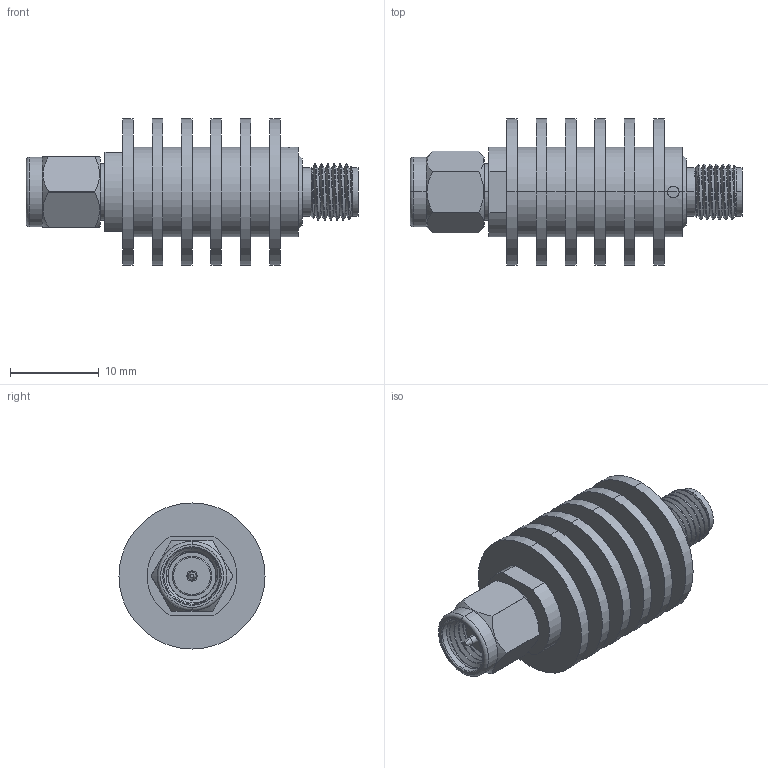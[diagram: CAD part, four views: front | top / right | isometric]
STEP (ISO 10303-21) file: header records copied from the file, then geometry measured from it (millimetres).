
FILE_DESCRIPTION (( 'STEP AP214' ), '1' );
FILE_NAME ('FMAT7623-40_3D.step', '2025-01-20T17:54:03', ( '' ), ( '' ), 'SwSTEP 2.0', 'SolidWorks 2022', '' );
FILE_SCHEMA (( 'AUTOMOTIVE_DESIGN' ));
Length unit declared in the file: inch
Products named in the file (1): FMAT7623-40_3D
Bounding box: 37.5 x 16.5 x 16.5 mm (x, y, z)
Volume: 3224.1 mm3; surface area: 3265.6 mm2
Topology: 1 solids, 1 shells, 149 faces, 349 edges, 225 vertices
Faces by surface type: cylinder 74, plane 33, cone 30, bspline 8, torus 4
Entity records: 7609 total; most frequent: CARTESIAN_POINT 4328, ORIENTED_EDGE 698, DIRECTION 656, EDGE_CURVE 349, AXIS2_PLACEMENT_3D 278, VERTEX_POINT 225, EDGE_LOOP 172, ADVANCED_FACE 149
